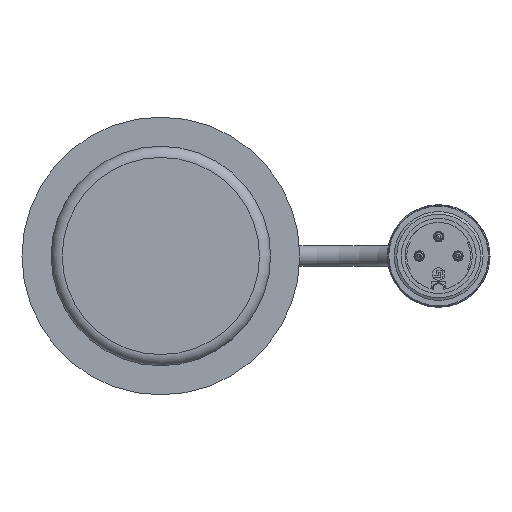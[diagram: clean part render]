
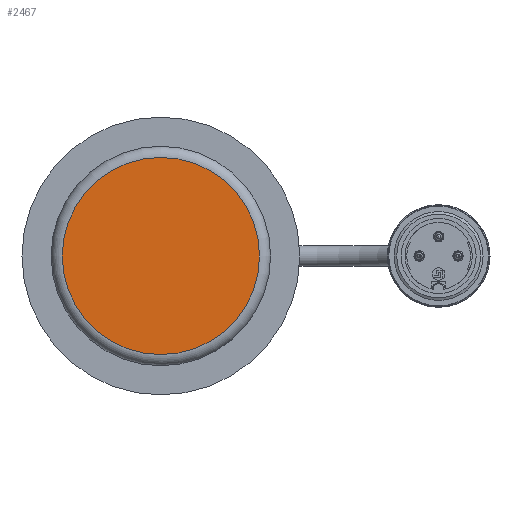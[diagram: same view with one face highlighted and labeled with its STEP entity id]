
A CAD part, left-side view. The second image highlights one B-rep face of the part: STEP entity #2467.
In plain terms, the highlighted planar face has unit normal (-1, 0, 0).
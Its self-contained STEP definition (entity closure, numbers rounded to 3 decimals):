
#421=PLANE('',#2767);
#666=FACE_OUTER_BOUND('',#904,.T.);
#904=EDGE_LOOP('',(#2087));
#1043=CIRCLE('',#2765,17.75);
#1255=VERTEX_POINT('',#4478);
#1536=EDGE_CURVE('',#1255,#1255,#1043,.T.);
#2087=ORIENTED_EDGE('',*,*,#1536,.F.);
#2467=ADVANCED_FACE('',(#666),#421,.T.);
#2765=AXIS2_PLACEMENT_3D('',#4479,#3449,#3450);
#2767=AXIS2_PLACEMENT_3D('',#4482,#3453,#3454);
#3449=DIRECTION('center_axis',(1.,0.,0.));
#3450=DIRECTION('ref_axis',(0.,-1.,0.));
#3453=DIRECTION('center_axis',(-1.,0.,0.));
#3454=DIRECTION('ref_axis',(0.,0.,1.));
#4478=CARTESIAN_POINT('',(-45.,17.75,0.));
#4479=CARTESIAN_POINT('Origin',(-45.,0.,0.));
#4482=CARTESIAN_POINT('Origin',(-45.,19.75,0.));
